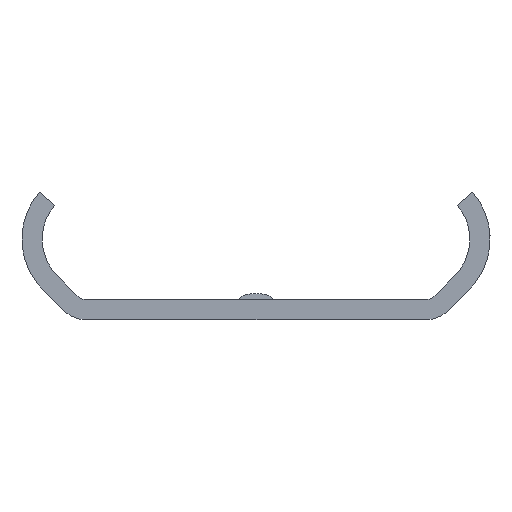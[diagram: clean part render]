
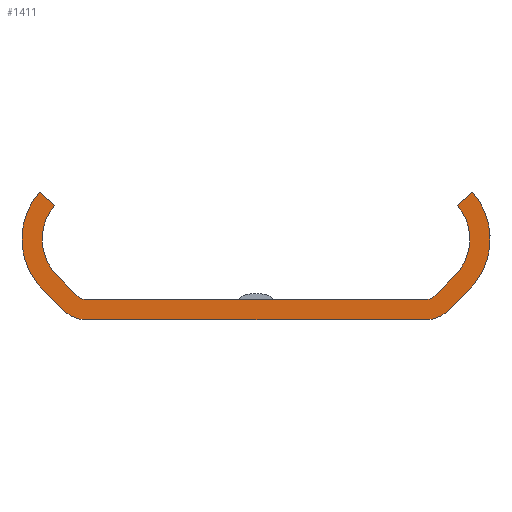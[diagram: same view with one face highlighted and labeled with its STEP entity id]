
A CAD part, left-side view. The second image highlights one B-rep face of the part: STEP entity #1411.
In plain terms, the highlighted planar face has unit normal (-1, 0, 0).
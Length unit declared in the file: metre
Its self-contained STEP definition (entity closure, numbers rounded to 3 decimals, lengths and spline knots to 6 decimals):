
#37=PLANE('',#1522);
#146=LINE('',#2257,#284);
#147=LINE('',#2261,#285);
#148=LINE('',#2265,#286);
#149=LINE('',#2269,#287);
#150=LINE('',#2273,#288);
#151=LINE('',#2277,#289);
#152=LINE('',#2281,#290);
#153=LINE('',#2285,#291);
#284=VECTOR('',#1821,1.);
#285=VECTOR('',#1824,1.);
#286=VECTOR('',#1827,1.);
#287=VECTOR('',#1830,1.);
#288=VECTOR('',#1833,1.);
#289=VECTOR('',#1836,1.);
#290=VECTOR('',#1839,1.);
#291=VECTOR('',#1842,1.);
#480=ORIENTED_EDGE('',*,*,#852,.F.);
#481=ORIENTED_EDGE('',*,*,#853,.F.);
#482=ORIENTED_EDGE('',*,*,#854,.F.);
#483=ORIENTED_EDGE('',*,*,#855,.F.);
#484=ORIENTED_EDGE('',*,*,#856,.F.);
#485=ORIENTED_EDGE('',*,*,#857,.F.);
#486=ORIENTED_EDGE('',*,*,#858,.F.);
#487=ORIENTED_EDGE('',*,*,#859,.F.);
#488=ORIENTED_EDGE('',*,*,#860,.F.);
#489=ORIENTED_EDGE('',*,*,#861,.F.);
#490=ORIENTED_EDGE('',*,*,#862,.F.);
#491=ORIENTED_EDGE('',*,*,#863,.F.);
#492=ORIENTED_EDGE('',*,*,#864,.F.);
#493=ORIENTED_EDGE('',*,*,#865,.F.);
#494=ORIENTED_EDGE('',*,*,#866,.F.);
#495=ORIENTED_EDGE('',*,*,#867,.F.);
#852=EDGE_CURVE('',#1022,#1023,#1096,.T.);
#853=EDGE_CURVE('',#1024,#1022,#146,.T.);
#854=EDGE_CURVE('',#1025,#1024,#1097,.T.);
#855=EDGE_CURVE('',#1026,#1025,#147,.T.);
#856=EDGE_CURVE('',#1027,#1026,#1098,.T.);
#857=EDGE_CURVE('',#1028,#1027,#148,.T.);
#858=EDGE_CURVE('',#1029,#1028,#1099,.T.);
#859=EDGE_CURVE('',#1030,#1029,#149,.T.);
#860=EDGE_CURVE('',#1031,#1030,#1100,.T.);
#861=EDGE_CURVE('',#1032,#1031,#150,.T.);
#862=EDGE_CURVE('',#1033,#1032,#1101,.T.);
#863=EDGE_CURVE('',#1034,#1033,#151,.T.);
#864=EDGE_CURVE('',#1035,#1034,#1102,.T.);
#865=EDGE_CURVE('',#1036,#1035,#152,.T.);
#866=EDGE_CURVE('',#1037,#1036,#1103,.T.);
#867=EDGE_CURVE('',#1023,#1037,#153,.T.);
#1022=VERTEX_POINT('',#2255);
#1023=VERTEX_POINT('',#2256);
#1024=VERTEX_POINT('',#2258);
#1025=VERTEX_POINT('',#2260);
#1026=VERTEX_POINT('',#2262);
#1027=VERTEX_POINT('',#2264);
#1028=VERTEX_POINT('',#2266);
#1029=VERTEX_POINT('',#2268);
#1030=VERTEX_POINT('',#2270);
#1031=VERTEX_POINT('',#2272);
#1032=VERTEX_POINT('',#2274);
#1033=VERTEX_POINT('',#2276);
#1034=VERTEX_POINT('',#2278);
#1035=VERTEX_POINT('',#2280);
#1036=VERTEX_POINT('',#2282);
#1037=VERTEX_POINT('',#2284);
#1096=CIRCLE('',#1523,0.00543);
#1097=CIRCLE('',#1524,0.003906);
#1098=CIRCLE('',#1525,0.001143);
#1099=CIRCLE('',#1526,0.001143);
#1100=CIRCLE('',#1527,0.003906);
#1101=CIRCLE('',#1528,0.00543);
#1102=CIRCLE('',#1529,0.002667);
#1103=CIRCLE('',#1530,0.002667);
#1171=EDGE_LOOP('',(#480,#481,#482,#483,#484,#485,#486,#487,#488,#489,#490,
#491,#492,#493,#494,#495));
#1275=FACE_BOUND('',#1171,.T.);
#1411=ADVANCED_FACE('',(#1275),#37,.T.);
#1522=AXIS2_PLACEMENT_3D('',#2253,#1817,#1818);
#1523=AXIS2_PLACEMENT_3D('',#2254,#1819,#1820);
#1524=AXIS2_PLACEMENT_3D('',#2259,#1822,#1823);
#1525=AXIS2_PLACEMENT_3D('',#2263,#1825,#1826);
#1526=AXIS2_PLACEMENT_3D('',#2267,#1828,#1829);
#1527=AXIS2_PLACEMENT_3D('',#2271,#1831,#1832);
#1528=AXIS2_PLACEMENT_3D('',#2275,#1834,#1835);
#1529=AXIS2_PLACEMENT_3D('',#2279,#1837,#1838);
#1530=AXIS2_PLACEMENT_3D('',#2283,#1840,#1841);
#1817=DIRECTION('',(-1.,0.,0.));
#1818=DIRECTION('',(0.,0.,1.));
#1819=DIRECTION('',(1.,0.,0.));
#1820=DIRECTION('',(0.,0.,1.));
#1821=DIRECTION('',(0.,-0.756,0.655));
#1822=DIRECTION('',(-1.,0.,0.));
#1823=DIRECTION('',(0.,0.,1.));
#1824=DIRECTION('',(0.,-0.707,0.707));
#1825=DIRECTION('',(-1.,0.,0.));
#1826=DIRECTION('',(0.,0.,-1.));
#1827=DIRECTION('',(0.,-1.,0.));
#1828=DIRECTION('',(-1.,0.,0.));
#1829=DIRECTION('',(0.,0.,1.));
#1830=DIRECTION('',(0.,-0.707,-0.707));
#1831=DIRECTION('',(-1.,0.,0.));
#1832=DIRECTION('',(0.,0.,-1.));
#1833=DIRECTION('',(0.,-0.756,-0.655));
#1834=DIRECTION('',(1.,0.,0.));
#1835=DIRECTION('',(0.,0.,-1.));
#1836=DIRECTION('',(0.,0.707,0.707));
#1837=DIRECTION('',(1.,0.,0.));
#1838=DIRECTION('',(0.,0.,1.));
#1839=DIRECTION('',(0.,1.,0.));
#1840=DIRECTION('',(1.,0.,0.));
#1841=DIRECTION('',(0.,0.,-1.));
#1842=DIRECTION('',(0.,0.707,-0.707));
#2253=CARTESIAN_POINT('',(-0.2032,-0.012223,0.001272));
#2254=CARTESIAN_POINT('',(-0.2032,-0.012223,0.001272));
#2255=CARTESIAN_POINT('',(-0.2032,-0.016328,0.004826));
#2256=CARTESIAN_POINT('',(-0.2032,-0.016063,-0.002568));
#2257=CARTESIAN_POINT('',(-0.2032,-0.016328,0.004826));
#2258=CARTESIAN_POINT('',(-0.2032,-0.015176,0.003828));
#2259=CARTESIAN_POINT('',(-0.2032,-0.012223,0.001272));
#2260=CARTESIAN_POINT('',(-0.2032,-0.014985,-0.001491));
#2261=CARTESIAN_POINT('',(-0.2032,-0.014985,-0.001491));
#2262=CARTESIAN_POINT('',(-0.2032,-0.013508,-0.002967));
#2263=CARTESIAN_POINT('',(-0.2032,-0.0127,-0.002159));
#2264=CARTESIAN_POINT('',(-0.2032,-0.0127,-0.003302));
#2265=CARTESIAN_POINT('',(-0.2032,-0.0127,-0.003302));
#2266=CARTESIAN_POINT('',(-0.2032,0.0127,-0.003302));
#2267=CARTESIAN_POINT('',(-0.2032,0.0127,-0.002159));
#2268=CARTESIAN_POINT('',(-0.2032,0.013508,-0.002967));
#2269=CARTESIAN_POINT('',(-0.2032,0.014985,-0.001491));
#2270=CARTESIAN_POINT('',(-0.2032,0.014985,-0.001491));
#2271=CARTESIAN_POINT('',(-0.2032,0.012223,0.001272));
#2272=CARTESIAN_POINT('',(-0.2032,0.015176,0.003828));
#2273=CARTESIAN_POINT('',(-0.2032,0.016328,0.004826));
#2274=CARTESIAN_POINT('',(-0.2032,0.016328,0.004826));
#2275=CARTESIAN_POINT('',(-0.2032,0.012223,0.001272));
#2276=CARTESIAN_POINT('',(-0.2032,0.016063,-0.002568));
#2277=CARTESIAN_POINT('',(-0.2032,0.016063,-0.002568));
#2278=CARTESIAN_POINT('',(-0.2032,0.014586,-0.004045));
#2279=CARTESIAN_POINT('',(-0.2032,0.0127,-0.002159));
#2280=CARTESIAN_POINT('',(-0.2032,0.0127,-0.004826));
#2281=CARTESIAN_POINT('',(-0.2032,-0.0127,-0.004826));
#2282=CARTESIAN_POINT('',(-0.2032,-0.0127,-0.004826));
#2283=CARTESIAN_POINT('',(-0.2032,-0.0127,-0.002159));
#2284=CARTESIAN_POINT('',(-0.2032,-0.014586,-0.004045));
#2285=CARTESIAN_POINT('',(-0.2032,-0.016063,-0.002568));
